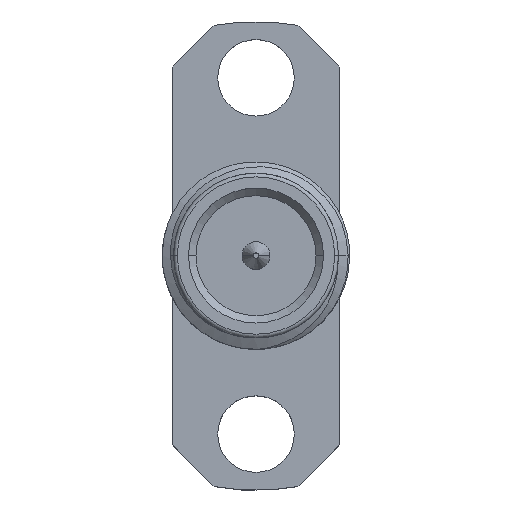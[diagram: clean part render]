
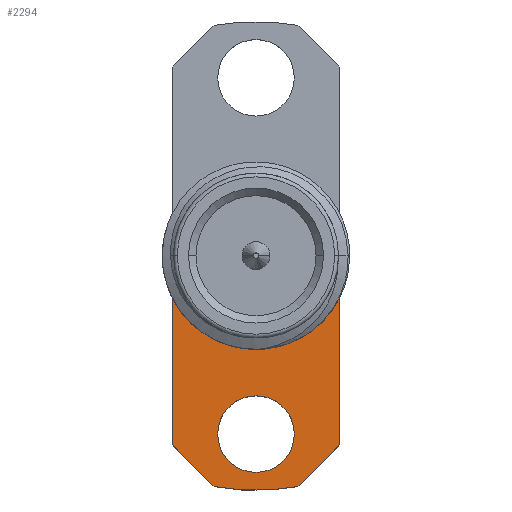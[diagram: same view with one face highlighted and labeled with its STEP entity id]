
A CAD part, top view. The second image highlights one B-rep face of the part: STEP entity #2294.
In plain terms, the highlighted planar face has unit normal (0, 0, 1).
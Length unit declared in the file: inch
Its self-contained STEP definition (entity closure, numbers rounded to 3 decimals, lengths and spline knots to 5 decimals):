
#8 = DIRECTION ( 'NONE',  ( 0., 0., 1. ) ) ;
#116 = CARTESIAN_POINT ( 'NONE',  ( -0.05599, -0.30744, 0.065 ) ) ;
#148 = LINE ( 'NONE', #116, #2727 ) ;
#186 = VERTEX_POINT ( 'NONE', #2235 ) ;
#216 = VECTOR ( 'NONE', #1907, 39.37008 ) ;
#223 = DIRECTION ( 'NONE',  ( 0., 0., -1. ) ) ;
#259 = EDGE_LOOP ( 'NONE', ( #1974, #558, #463, #1734, #447, #2803 ) ) ;
#296 = CIRCLE ( 'NONE', #2575, 0.11489 ) ;
#355 = DIRECTION ( 'NONE',  ( 0.707, -0.707, 0. ) ) ;
#428 = CARTESIAN_POINT ( 'NONE',  ( 0.05599, -0.30744, 0.065 ) ) ;
#442 = CARTESIAN_POINT ( 'NONE',  ( 0., 0., 0.065 ) ) ;
#447 = ORIENTED_EDGE ( 'NONE', *, *, #3121, .T. ) ;
#455 = ORIENTED_EDGE ( 'NONE', *, *, #1755, .F. ) ;
#463 = ORIENTED_EDGE ( 'NONE', *, *, #905, .T. ) ;
#467 = CARTESIAN_POINT ( 'NONE',  ( 0.1115, -0.3125, 0.065 ) ) ;
#468 = DIRECTION ( 'NONE',  ( -1., 0., 0. ) ) ;
#472 = AXIS2_PLACEMENT_3D ( 'NONE', #3156, #8, #959 ) ;
#512 = EDGE_CURVE ( 'NONE', #2876, #2509, #148, .T. ) ;
#521 = LINE ( 'NONE', #721, #216 ) ;
#558 = ORIENTED_EDGE ( 'NONE', *, *, #844, .T. ) ;
#625 = CARTESIAN_POINT ( 'NONE',  ( -0.051, -0.2375, 0.065 ) ) ;
#699 = VECTOR ( 'NONE', #2173, 39.37008 ) ;
#700 = DIRECTION ( 'NONE',  ( 0., 0., 1. ) ) ;
#721 = CARTESIAN_POINT ( 'NONE',  ( -0.1115, -0.3125, 0.065 ) ) ;
#774 = CIRCLE ( 'NONE', #472, 0.3125 ) ;
#802 = CARTESIAN_POINT ( 'NONE',  ( -0.1115, -0.25193, 0.065 ) ) ;
#813 = LINE ( 'NONE', #467, #699 ) ;
#844 = EDGE_CURVE ( 'NONE', #186, #1627, #296, .T. ) ;
#891 = CARTESIAN_POINT ( 'NONE',  ( 0., -0.2375, 0.065 ) ) ;
#905 = EDGE_CURVE ( 'NONE', #1627, #2876, #521, .T. ) ;
#959 = DIRECTION ( 'NONE',  ( 1., 0., 0. ) ) ;
#1197 = CARTESIAN_POINT ( 'NONE',  ( -0.05599, -0.30744, 0.065 ) ) ;
#1198 = DIRECTION ( 'NONE',  ( 0., 0., -1. ) ) ;
#1305 = CARTESIAN_POINT ( 'NONE',  ( 0.1115, -0.25193, 0.065 ) ) ;
#1361 = VERTEX_POINT ( 'NONE', #1305 ) ;
#1383 = FACE_OUTER_BOUND ( 'NONE', #259, .T. ) ;
#1446 = CARTESIAN_POINT ( 'NONE',  ( 0., -0.2375, 0.065 ) ) ;
#1541 = VERTEX_POINT ( 'NONE', #625 ) ;
#1576 = ORIENTED_EDGE ( 'NONE', *, *, #2647, .F. ) ;
#1627 = VERTEX_POINT ( 'NONE', #2648 ) ;
#1631 = AXIS2_PLACEMENT_3D ( 'NONE', #442, #1198, #2864 ) ;
#1667 = DIRECTION ( 'NONE',  ( 0., 0., 1. ) ) ;
#1688 = CARTESIAN_POINT ( 'NONE',  ( 0., 0., 0.065 ) ) ;
#1691 = AXIS2_PLACEMENT_3D ( 'NONE', #1446, #700, #1696 ) ;
#1696 = DIRECTION ( 'NONE',  ( 1., 0., 0. ) ) ;
#1725 = EDGE_CURVE ( 'NONE', #2420, #1361, #2067, .T. ) ;
#1734 = ORIENTED_EDGE ( 'NONE', *, *, #512, .T. ) ;
#1755 = EDGE_CURVE ( 'NONE', #1782, #1541, #1954, .T. ) ;
#1782 = VERTEX_POINT ( 'NONE', #2184 ) ;
#1804 = CIRCLE ( 'NONE', #2604, 0.051 ) ;
#1907 = DIRECTION ( 'NONE',  ( 0., -1., 0. ) ) ;
#1954 = CIRCLE ( 'NONE', #1691, 0.051 ) ;
#1974 = ORIENTED_EDGE ( 'NONE', *, *, #2098, .T. ) ;
#2067 = LINE ( 'NONE', #2437, #2226 ) ;
#2098 = EDGE_CURVE ( 'NONE', #1361, #186, #813, .T. ) ;
#2173 = DIRECTION ( 'NONE',  ( 0., 1., 0. ) ) ;
#2184 = CARTESIAN_POINT ( 'NONE',  ( 0.051, -0.2375, 0.065 ) ) ;
#2226 = VECTOR ( 'NONE', #2894, 39.37008 ) ;
#2235 = CARTESIAN_POINT ( 'NONE',  ( 0.1115, -0.0277, 0.065 ) ) ;
#2236 = EDGE_LOOP ( 'NONE', ( #455, #1576 ) ) ;
#2262 = FACE_BOUND ( 'NONE', #2236, .T. ) ;
#2294 = ADVANCED_FACE ( 'NONE', ( #2262, #1383 ), #2333, .F. ) ;
#2333 = PLANE ( 'NONE',  #1631 ) ;
#2420 = VERTEX_POINT ( 'NONE', #428 ) ;
#2437 = CARTESIAN_POINT ( 'NONE',  ( 0.05599, -0.30744, 0.065 ) ) ;
#2509 = VERTEX_POINT ( 'NONE', #1197 ) ;
#2575 = AXIS2_PLACEMENT_3D ( 'NONE', #1688, #223, #468 ) ;
#2604 = AXIS2_PLACEMENT_3D ( 'NONE', #891, #1667, #3081 ) ;
#2647 = EDGE_CURVE ( 'NONE', #1541, #1782, #1804, .T. ) ;
#2648 = CARTESIAN_POINT ( 'NONE',  ( -0.1115, -0.0277, 0.065 ) ) ;
#2727 = VECTOR ( 'NONE', #355, 39.37008 ) ;
#2803 = ORIENTED_EDGE ( 'NONE', *, *, #1725, .T. ) ;
#2864 = DIRECTION ( 'NONE',  ( -1., 0., 0. ) ) ;
#2876 = VERTEX_POINT ( 'NONE', #802 ) ;
#2894 = DIRECTION ( 'NONE',  ( 0.707, 0.707, 0. ) ) ;
#3081 = DIRECTION ( 'NONE',  ( 1., 0., 0. ) ) ;
#3121 = EDGE_CURVE ( 'NONE', #2509, #2420, #774, .T. ) ;
#3156 = CARTESIAN_POINT ( 'NONE',  ( 0., 0., 0.065 ) ) ;
